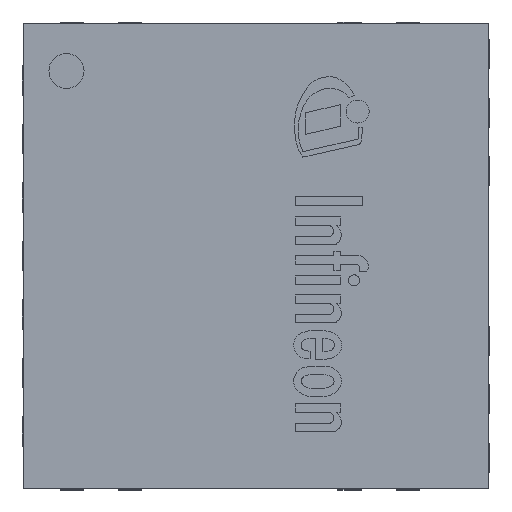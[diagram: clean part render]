
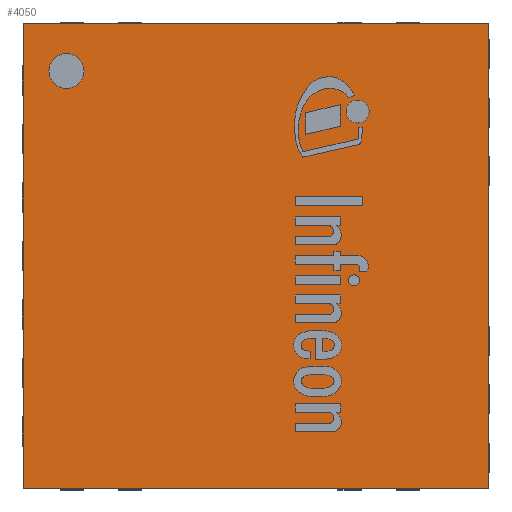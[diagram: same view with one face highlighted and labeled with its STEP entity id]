
A CAD part, top view. The second image highlights one B-rep face of the part: STEP entity #4050.
In plain terms, the highlighted planar face has unit normal (0, 0, 1).
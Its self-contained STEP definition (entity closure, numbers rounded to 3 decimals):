
#142=FACE_BOUND('',#634,.T.);
#151=PLANE('',#4350);
#371=FACE_OUTER_BOUND('',#633,.T.);
#633=EDGE_LOOP('',(#2894,#2895,#2896,#2897));
#634=EDGE_LOOP('',(#2898));
#898=LINE('',#5728,#1385);
#902=LINE('',#5735,#1389);
#905=LINE('',#5741,#1392);
#907=LINE('',#5744,#1394);
#1385=VECTOR('',#4650,1000.);
#1389=VECTOR('',#4656,1000.);
#1392=VECTOR('',#4661,1000.);
#1394=VECTOR('',#4665,1000.);
#1870=CIRCLE('',#4345,0.15);
#1920=VERTEX_POINT('',#5718);
#1923=VERTEX_POINT('',#5725);
#1924=VERTEX_POINT('',#5727);
#1926=VERTEX_POINT('',#5733);
#1928=VERTEX_POINT('',#5739);
#2303=EDGE_CURVE('',#1920,#1920,#1870,.T.);
#2306=EDGE_CURVE('',#1924,#1923,#898,.T.);
#2310=EDGE_CURVE('',#1923,#1926,#902,.T.);
#2313=EDGE_CURVE('',#1926,#1928,#905,.T.);
#2315=EDGE_CURVE('',#1928,#1924,#907,.T.);
#2894=ORIENTED_EDGE('',*,*,#2306,.T.);
#2895=ORIENTED_EDGE('',*,*,#2310,.T.);
#2896=ORIENTED_EDGE('',*,*,#2313,.T.);
#2897=ORIENTED_EDGE('',*,*,#2315,.T.);
#2898=ORIENTED_EDGE('',*,*,#2303,.F.);
#4050=ADVANCED_FACE('',(#371,#142),#151,.T.);
#4345=AXIS2_PLACEMENT_3D('',#5720,#4644,#4645);
#4350=AXIS2_PLACEMENT_3D('',#5745,#4666,#4667);
#4644=DIRECTION('center_axis',(0.,0.,1.));
#4645=DIRECTION('ref_axis',(0.,-1.,0.));
#4650=DIRECTION('',(1.,0.,0.));
#4656=DIRECTION('',(0.,1.,0.));
#4661=DIRECTION('',(-1.,0.,0.));
#4665=DIRECTION('',(0.,-1.,0.));
#4666=DIRECTION('center_axis',(0.,0.,1.));
#4667=DIRECTION('ref_axis',(0.,-1.,0.));
#5718=CARTESIAN_POINT('',(-1.62,1.73,0.9));
#5720=CARTESIAN_POINT('Origin',(-1.62,1.58,0.9));
#5725=CARTESIAN_POINT('',(1.99,-1.99,0.9));
#5727=CARTESIAN_POINT('',(-1.99,-1.99,0.9));
#5728=CARTESIAN_POINT('',(1.99,-1.99,0.9));
#5733=CARTESIAN_POINT('',(1.99,1.99,0.9));
#5735=CARTESIAN_POINT('',(1.99,1.99,0.9));
#5739=CARTESIAN_POINT('',(-1.99,1.99,0.9));
#5741=CARTESIAN_POINT('',(1.99,1.99,0.9));
#5744=CARTESIAN_POINT('',(-1.99,1.99,0.9));
#5745=CARTESIAN_POINT('Origin',(0.,0.,0.9));
